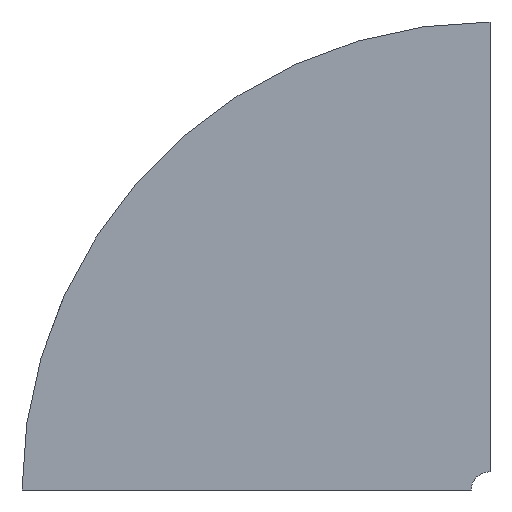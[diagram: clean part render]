
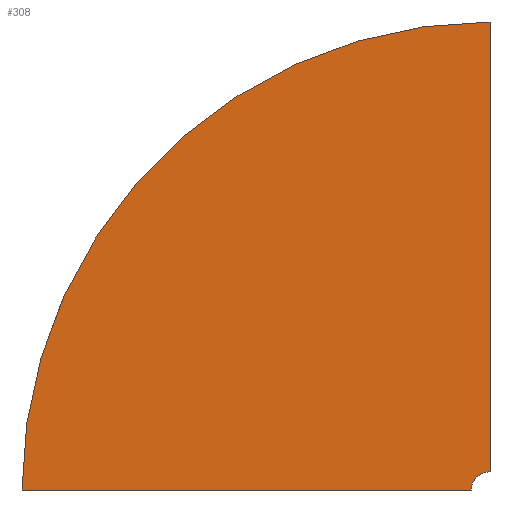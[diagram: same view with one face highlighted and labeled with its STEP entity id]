
A CAD part, front view. The second image highlights one B-rep face of the part: STEP entity #308.
In plain terms, the highlighted planar face has unit normal (0, -1, 0).
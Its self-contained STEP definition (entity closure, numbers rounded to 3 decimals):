
#28=PLANE('',#356);
#47=FACE_OUTER_BOUND('',#69,.T.);
#69=EDGE_LOOP('',(#272,#273,#274,#275));
#77=LINE('',#509,#97);
#92=LINE('',#561,#112);
#97=VECTOR('',#385,10.);
#112=VECTOR('',#444,10.);
#131=CIRCLE('',#355,7.81);
#132=CIRCLE('',#357,202.5);
#144=VERTEX_POINT('',#506);
#145=VERTEX_POINT('',#508);
#159=VERTEX_POINT('',#556);
#160=VERTEX_POINT('',#560);
#174=EDGE_CURVE('',#144,#145,#77,.T.);
#198=EDGE_CURVE('',#144,#159,#131,.T.);
#200=EDGE_CURVE('',#159,#160,#92,.T.);
#201=EDGE_CURVE('',#160,#145,#132,.F.);
#272=ORIENTED_EDGE('',*,*,#198,.T.);
#273=ORIENTED_EDGE('',*,*,#200,.T.);
#274=ORIENTED_EDGE('',*,*,#201,.T.);
#275=ORIENTED_EDGE('',*,*,#174,.F.);
#308=ADVANCED_FACE('',(#47),#28,.T.);
#355=AXIS2_PLACEMENT_3D('',#557,#439,#440);
#356=AXIS2_PLACEMENT_3D('',#559,#442,#443);
#357=AXIS2_PLACEMENT_3D('',#562,#445,#446);
#385=DIRECTION('',(-1.,0.,0.));
#439=DIRECTION('center_axis',(0.,1.,0.));
#440=DIRECTION('ref_axis',(1.,0.,0.));
#442=DIRECTION('center_axis',(0.,-1.,0.));
#443=DIRECTION('ref_axis',(-1.,0.,0.));
#444=DIRECTION('',(0.,0.,1.));
#445=DIRECTION('center_axis',(0.,1.,0.));
#446=DIRECTION('ref_axis',(1.,0.,0.));
#506=CARTESIAN_POINT('',(-8.114,0.,0.));
#508=CARTESIAN_POINT('',(-202.5,0.,0.));
#509=CARTESIAN_POINT('',(0.,0.,0.));
#556=CARTESIAN_POINT('',(0.,0.,7.825));
#557=CARTESIAN_POINT('Origin',(-0.304,0.,0.021));
#559=CARTESIAN_POINT('Origin',(0.,0.,0.));
#560=CARTESIAN_POINT('',(0.,0.,202.5));
#561=CARTESIAN_POINT('',(0.,0.,25.625));
#562=CARTESIAN_POINT('Origin',(0.,0.,0.));
